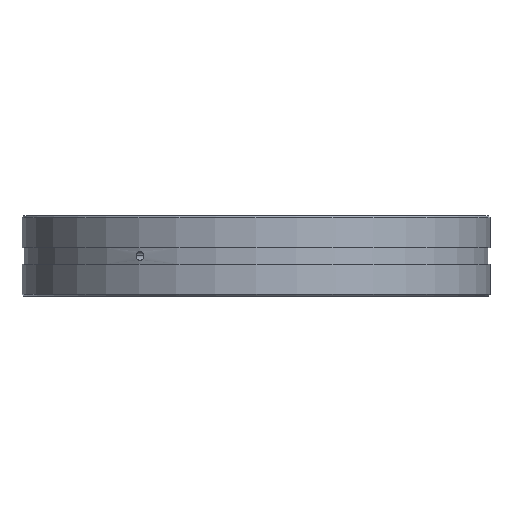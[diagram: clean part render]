
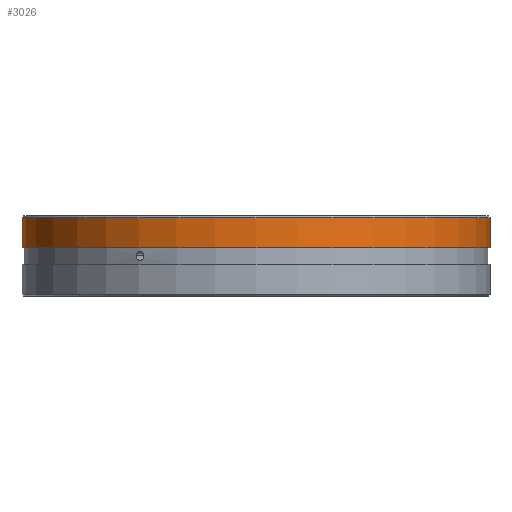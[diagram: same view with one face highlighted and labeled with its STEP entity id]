
A CAD part, front view. The second image highlights one B-rep face of the part: STEP entity #3026.
In plain terms, the highlighted cylindrical face has radius 35 mm (diameter 70 mm), a partial arc.
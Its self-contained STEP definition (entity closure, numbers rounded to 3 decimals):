
#31 = LINE ( 'NONE', #24956, #3015 ) ;
#193 = ORIENTED_EDGE ( 'NONE', *, *, #21098, .T. ) ;
#1527 = CARTESIAN_POINT ( 'NONE',  ( 35., 0., -6. ) ) ;
#1584 = DIRECTION ( 'NONE',  ( 1., 0., 0. ) ) ;
#1879 = AXIS2_PLACEMENT_3D ( 'NONE', #9340, #14527, #14316 ) ;
#2505 = VECTOR ( 'NONE', #13536, 1000. ) ;
#3015 = VECTOR ( 'NONE', #15765, 1000. ) ;
#3026 = ADVANCED_FACE ( 'NONE', ( #20794 ), #29701, .T. ) ;
#3753 = EDGE_CURVE ( 'NONE', #11748, #10618, #31, .T. ) ;
#4281 = CIRCLE ( 'NONE', #30067, 35. ) ;
#5889 = DIRECTION ( 'NONE',  ( 0., 0., -1. ) ) ;
#7494 = CARTESIAN_POINT ( 'NONE',  ( 35., 0., 5.75 ) ) ;
#8191 = EDGE_CURVE ( 'NONE', #11748, #26853, #9785, .T. ) ;
#9340 = CARTESIAN_POINT ( 'NONE',  ( 0., 0., 1.2 ) ) ;
#9565 = LINE ( 'NONE', #1527, #2505 ) ;
#9785 = CIRCLE ( 'NONE', #1879, 35. ) ;
#10349 = DIRECTION ( 'NONE',  ( 1., 0., 0. ) ) ;
#10618 = VERTEX_POINT ( 'NONE', #17714 ) ;
#10650 = CARTESIAN_POINT ( 'NONE',  ( 0., 0., 5.75 ) ) ;
#11083 = EDGE_LOOP ( 'NONE', ( #19987, #15947, #193, #25153 ) ) ;
#11748 = VERTEX_POINT ( 'NONE', #12297 ) ;
#12297 = CARTESIAN_POINT ( 'NONE',  ( -35., 0., 1.2 ) ) ;
#13536 = DIRECTION ( 'NONE',  ( 0., 0., 1. ) ) ;
#14316 = DIRECTION ( 'NONE',  ( 1., 0., 0. ) ) ;
#14527 = DIRECTION ( 'NONE',  ( 0., 0., 1. ) ) ;
#15765 = DIRECTION ( 'NONE',  ( 0., 0., 1. ) ) ;
#15805 = DIRECTION ( 'NONE',  ( 0., 0., 1. ) ) ;
#15947 = ORIENTED_EDGE ( 'NONE', *, *, #8191, .T. ) ;
#17714 = CARTESIAN_POINT ( 'NONE',  ( -35., 0., 5.75 ) ) ;
#18799 = AXIS2_PLACEMENT_3D ( 'NONE', #25202, #15805, #1584 ) ;
#19987 = ORIENTED_EDGE ( 'NONE', *, *, #3753, .F. ) ;
#20794 = FACE_OUTER_BOUND ( 'NONE', #11083, .T. ) ;
#21098 = EDGE_CURVE ( 'NONE', #26853, #29171, #9565, .T. ) ;
#23923 = EDGE_CURVE ( 'NONE', #29171, #10618, #4281, .T. ) ;
#24956 = CARTESIAN_POINT ( 'NONE',  ( -35., 0., -6. ) ) ;
#25153 = ORIENTED_EDGE ( 'NONE', *, *, #23923, .T. ) ;
#25202 = CARTESIAN_POINT ( 'NONE',  ( 0., 0., -6. ) ) ;
#25250 = CARTESIAN_POINT ( 'NONE',  ( 35., 0., 1.2 ) ) ;
#26853 = VERTEX_POINT ( 'NONE', #25250 ) ;
#29171 = VERTEX_POINT ( 'NONE', #7494 ) ;
#29701 = CYLINDRICAL_SURFACE ( 'NONE', #18799, 35. ) ;
#30067 = AXIS2_PLACEMENT_3D ( 'NONE', #10650, #5889, #10349 ) ;
